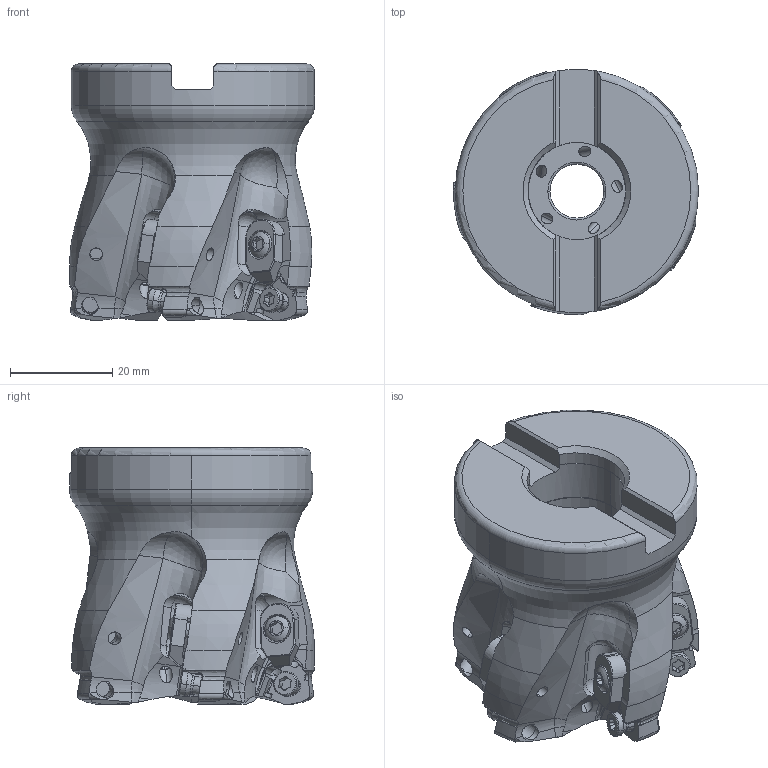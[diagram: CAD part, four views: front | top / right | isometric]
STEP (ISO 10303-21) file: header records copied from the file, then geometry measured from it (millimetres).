
FILE_DESCRIPTION(/* description */ (''),/* implementation_level */ '2;1');
FILE_NAME(/* name */ 'AJXU09R0205.stp',/* time_stamp */ '2021-09-08T11:49:03+09:00',/* author */ (''),/* organization */ (''),/* preprocessor_version */ 'ST-DEVELOPER v16',/* originating_system */ 'SIEMENS PLM Software NX 10.0',/* authorisation */ '');
FILE_SCHEMA (('AUTOMOTIVE_DESIGN { 1 0 10303 214 3 1 1 1 }'));
Length unit declared in the file: millimetre
Products named in the file (1): AJXU09R0205_ASM
Bounding box: 47.96 x 47.95 x 50.11 mm (x, y, z)
Volume: 53581.9 mm3; surface area: 18158.2 mm2
Topology: 21 solids, 21 shells, 1047 faces, 2894 edges, 1957 vertices
Faces by surface type: cylinder 487, plane 326, cone 135, torus 54, sphere 30, bspline 15
Entity records: 40675 total; most frequent: CARTESIAN_POINT 12887, DIRECTION 5882, ORIENTED_EDGE 5698, EDGE_CURVE 2849, AXIS2_PLACEMENT_3D 2423, VERTEX_POINT 1885, CIRCLE 1216, EDGE_LOOP 1140
